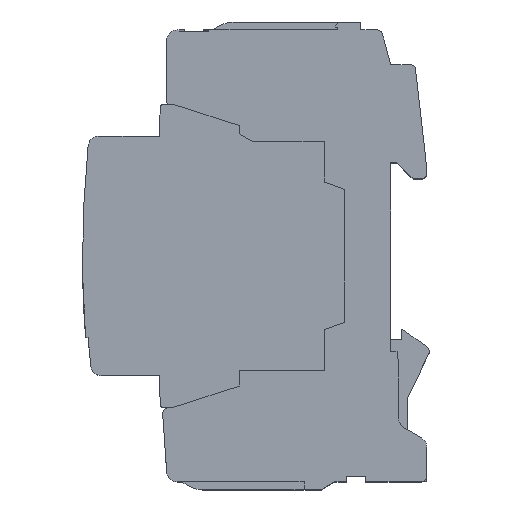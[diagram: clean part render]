
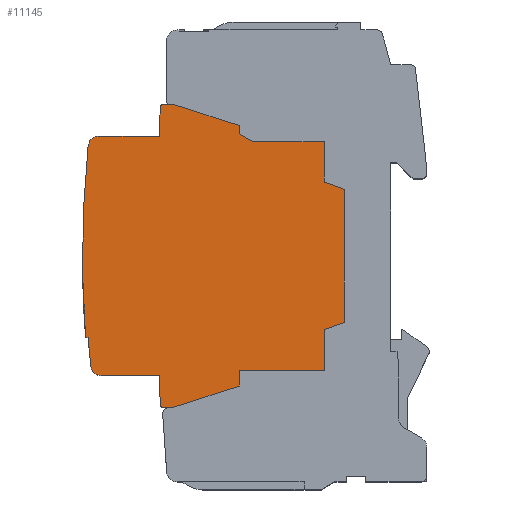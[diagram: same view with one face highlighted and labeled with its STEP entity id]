
A CAD part, top view. The second image highlights one B-rep face of the part: STEP entity #11145.
In plain terms, the highlighted planar face has unit normal (0, 0, 1).
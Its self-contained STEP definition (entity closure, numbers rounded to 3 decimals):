
#2089=DIRECTION('',(1.,0.,0.));
#2090=VECTOR('',#2089,0.839);
#2091=CARTESIAN_POINT('',(-41.65,28.5,26.6));
#2092=LINE('',#2091,#2090);
#3585=DIRECTION('',(0.951,-0.309,0.));
#3586=VECTOR('',#3585,12.944);
#3587=CARTESIAN_POINT('',(-40.811,28.5,26.6));
#3588=LINE('',#3587,#3586);
#3613=DIRECTION('',(0.,1.,0.));
#3614=VECTOR('',#3613,1.557);
#3615=CARTESIAN_POINT('',(-28.5,22.943,26.6));
#3616=LINE('',#3615,#3614);
#3641=DIRECTION('',(0.866,-0.5,0.));
#3642=VECTOR('',#3641,2.887);
#3643=CARTESIAN_POINT('',(-28.5,22.943,26.6));
#3644=LINE('',#3643,#3642);
#3669=DIRECTION('',(-1.,0.,0.));
#3670=VECTOR('',#3669,13.5);
#3671=CARTESIAN_POINT('',(-12.5,21.5,26.6));
#3672=LINE('',#3671,#3670);
#3697=DIRECTION('',(0.,-1.,0.));
#3698=VECTOR('',#3697,7.617);
#3699=CARTESIAN_POINT('',(-12.5,21.5,26.6));
#3700=LINE('',#3699,#3698);
#3725=DIRECTION('',(0.94,-0.342,0.));
#3726=VECTOR('',#3725,4.044);
#3727=CARTESIAN_POINT('',(-12.5,13.883,26.6));
#3728=LINE('',#3727,#3726);
#3753=DIRECTION('',(0.,-1.,0.));
#3754=VECTOR('',#3753,25.);
#3755=CARTESIAN_POINT('',(-8.7,12.5,26.6));
#3756=LINE('',#3755,#3754);
#3781=DIRECTION('',(-0.94,-0.342,0.));
#3782=VECTOR('',#3781,4.044);
#3783=CARTESIAN_POINT('',(-8.7,-12.5,26.6));
#3784=LINE('',#3783,#3782);
#3809=DIRECTION('',(0.,-1.,0.));
#3810=VECTOR('',#3809,7.617);
#3811=CARTESIAN_POINT('',(-12.5,-13.883,26.6));
#3812=LINE('',#3811,#3810);
#3837=DIRECTION('',(-1.,0.,0.));
#3838=VECTOR('',#3837,16.);
#3839=CARTESIAN_POINT('',(-12.5,-21.5,26.6));
#3840=LINE('',#3839,#3838);
#3865=DIRECTION('',(0.,-1.,0.));
#3866=VECTOR('',#3865,3.);
#3867=CARTESIAN_POINT('',(-28.5,-21.5,26.6));
#3868=LINE('',#3867,#3866);
#3893=DIRECTION('',(-0.951,-0.309,0.));
#3894=VECTOR('',#3893,12.944);
#3895=CARTESIAN_POINT('',(-28.5,-24.5,26.6));
#3896=LINE('',#3895,#3894);
#3921=DIRECTION('',(-1.,0.,0.));
#3922=VECTOR('',#3921,0.839);
#3923=CARTESIAN_POINT('',(-40.811,-28.5,26.6));
#3924=LINE('',#3923,#3922);
#4019=DIRECTION('',(1.,0.,0.));
#4020=VECTOR('',#4019,1.15);
#4021=CARTESIAN_POINT('',(-42.8,-28.5,26.6));
#4022=LINE('',#4021,#4020);
#4023=CARTESIAN_POINT('',(-42.8,-28.,26.6));
#4024=DIRECTION('',(0.,0.,1.));
#4025=DIRECTION('',(-0.998,-0.07,0.));
#4026=AXIS2_PLACEMENT_3D('',#4023,#4024,#4025);
#4028=DIRECTION('',(0.07,-0.998,0.));
#4029=VECTOR('',#4028,2.889);
#4030=CARTESIAN_POINT('',(-43.5,-25.153,26.6));
#4031=LINE('',#4030,#4029);
#4032=DIRECTION('',(0.,-1.,0.));
#4033=VECTOR('',#4032,2.653);
#4034=CARTESIAN_POINT('',(-43.5,-22.5,26.6));
#4035=LINE('',#4034,#4033);
#4036=CARTESIAN_POINT('',(-54.435,-20.5,26.6));
#4037=DIRECTION('',(0.,0.,1.));
#4038=DIRECTION('',(-0.995,-0.104,0.));
#4039=AXIS2_PLACEMENT_3D('',#4036,#4037,#4038);
#4041=CARTESIAN_POINT('',(142.,0.,26.6));
#4042=DIRECTION('',(0.,0.,1.));
#4043=DIRECTION('',(-0.997,-0.077,0.));
#4044=AXIS2_PLACEMENT_3D('',#4041,#4042,#4043);
#4046=DIRECTION('',(1.,0.,0.));
#4047=VECTOR('',#4046,0.5);
#4048=CARTESIAN_POINT('',(-57.41,-15.348,26.6));
#4049=LINE('',#4048,#4047);
#4050=CARTESIAN_POINT('',(142.,0.,26.6));
#4051=DIRECTION('',(0.,0.,1.));
#4052=DIRECTION('',(-0.995,0.104,0.));
#4053=AXIS2_PLACEMENT_3D('',#4050,#4051,#4052);
#4055=CARTESIAN_POINT('',(-54.936,20.5,26.6));
#4056=DIRECTION('',(0.,0.,1.));
#4057=DIRECTION('',(0.,1.,0.));
#4058=AXIS2_PLACEMENT_3D('',#4055,#4056,#4057);
#4060=DIRECTION('',(0.,-1.,0.));
#4061=VECTOR('',#4060,2.653);
#4062=CARTESIAN_POINT('',(-43.5,25.153,26.6));
#4063=LINE('',#4062,#4061);
#4064=DIRECTION('',(-0.07,-0.998,0.));
#4065=VECTOR('',#4064,2.889);
#4066=CARTESIAN_POINT('',(-43.298,28.035,26.6));
#4067=LINE('',#4066,#4065);
#4068=CARTESIAN_POINT('',(-42.8,28.,26.6));
#4069=DIRECTION('',(0.,0.,1.));
#4070=DIRECTION('',(0.,1.,0.));
#4071=AXIS2_PLACEMENT_3D('',#4068,#4069,#4070);
#4073=DIRECTION('',(-1.,0.,0.));
#4074=VECTOR('',#4073,1.15);
#4075=CARTESIAN_POINT('',(-41.65,28.5,26.6));
#4076=LINE('',#4075,#4074);
#4089=DIRECTION('',(1.,0.,0.));
#4090=VECTOR('',#4089,10.935);
#4091=CARTESIAN_POINT('',(-54.435,-22.5,26.6));
#4092=LINE('',#4091,#4090);
#4139=DIRECTION('',(-1.,0.,0.));
#4140=VECTOR('',#4139,11.436);
#4141=CARTESIAN_POINT('',(-43.5,22.5,26.6));
#4142=LINE('',#4141,#4140);
#5489=CARTESIAN_POINT('',(-42.8,28.5,26.6));
#5490=CARTESIAN_POINT('',(-43.298,28.035,26.6));
#5491=VERTEX_POINT('',#5489);
#5492=VERTEX_POINT('',#5490);
#5493=CARTESIAN_POINT('',(-43.5,25.153,26.6));
#5494=VERTEX_POINT('',#5493);
#5495=CARTESIAN_POINT('',(-43.5,22.5,26.6));
#5496=VERTEX_POINT('',#5495);
#5497=CARTESIAN_POINT('',(-54.936,22.5,26.6));
#5498=CARTESIAN_POINT('',(-56.925,20.707,26.6));
#5499=VERTEX_POINT('',#5497);
#5500=VERTEX_POINT('',#5498);
#5501=CARTESIAN_POINT('',(-57.41,-15.348,26.6));
#5502=VERTEX_POINT('',#5501);
#5503=CARTESIAN_POINT('',(-56.91,-15.348,26.6));
#5504=VERTEX_POINT('',#5503);
#5505=CARTESIAN_POINT('',(-56.424,-20.708,26.6));
#5506=VERTEX_POINT('',#5505);
#5507=CARTESIAN_POINT('',(-54.435,-22.5,26.6));
#5508=VERTEX_POINT('',#5507);
#5509=CARTESIAN_POINT('',(-43.5,-22.5,26.6));
#5510=CARTESIAN_POINT('',(-43.5,-25.153,26.6));
#5511=VERTEX_POINT('',#5509);
#5512=VERTEX_POINT('',#5510);
#5513=CARTESIAN_POINT('',(-43.298,-28.035,26.6));
#5514=VERTEX_POINT('',#5513);
#5515=CARTESIAN_POINT('',(-42.8,-28.5,26.6));
#5516=VERTEX_POINT('',#5515);
#5550=CARTESIAN_POINT('',(-41.65,28.5,26.6));
#5551=CARTESIAN_POINT('',(-40.811,28.5,26.6));
#5552=VERTEX_POINT('',#5550);
#5553=VERTEX_POINT('',#5551);
#5556=CARTESIAN_POINT('',(-28.5,24.5,26.6));
#5557=VERTEX_POINT('',#5556);
#5560=CARTESIAN_POINT('',(-28.5,22.943,26.6));
#5561=VERTEX_POINT('',#5560);
#5564=CARTESIAN_POINT('',(-26.,21.5,26.6));
#5565=VERTEX_POINT('',#5564);
#5568=CARTESIAN_POINT('',(-12.5,21.5,26.6));
#5569=VERTEX_POINT('',#5568);
#5572=CARTESIAN_POINT('',(-12.5,13.883,26.6));
#5573=VERTEX_POINT('',#5572);
#5576=CARTESIAN_POINT('',(-8.7,12.5,26.6));
#5577=VERTEX_POINT('',#5576);
#5580=CARTESIAN_POINT('',(-8.7,-12.5,26.6));
#5581=VERTEX_POINT('',#5580);
#5584=CARTESIAN_POINT('',(-12.5,-13.883,26.6));
#5585=VERTEX_POINT('',#5584);
#5588=CARTESIAN_POINT('',(-12.5,-21.5,26.6));
#5589=VERTEX_POINT('',#5588);
#5592=CARTESIAN_POINT('',(-28.5,-21.5,26.6));
#5593=VERTEX_POINT('',#5592);
#5596=CARTESIAN_POINT('',(-28.5,-24.5,26.6));
#5597=VERTEX_POINT('',#5596);
#5600=CARTESIAN_POINT('',(-40.811,-28.5,26.6));
#5601=VERTEX_POINT('',#5600);
#5604=CARTESIAN_POINT('',(-41.65,-28.5,26.6));
#5605=VERTEX_POINT('',#5604);
#11097=CARTESIAN_POINT('',(-12.5,0.,26.6));
#11098=DIRECTION('',(0.,0.,1.));
#11099=DIRECTION('',(1.,0.,0.));
#11100=AXIS2_PLACEMENT_3D('',#11097,#11098,#11099);
#11101=PLANE('',#11100);
#11102=ORIENTED_EDGE('',*,*,#8301,.T.);
#11103=ORIENTED_EDGE('',*,*,#10499,.T.);
#11104=ORIENTED_EDGE('',*,*,#10540,.F.);
#11105=ORIENTED_EDGE('',*,*,#10581,.T.);
#11106=ORIENTED_EDGE('',*,*,#10622,.F.);
#11107=ORIENTED_EDGE('',*,*,#10663,.T.);
#11108=ORIENTED_EDGE('',*,*,#10704,.T.);
#11109=ORIENTED_EDGE('',*,*,#10745,.T.);
#11110=ORIENTED_EDGE('',*,*,#10786,.T.);
#11111=ORIENTED_EDGE('',*,*,#10827,.T.);
#11112=ORIENTED_EDGE('',*,*,#10868,.T.);
#11113=ORIENTED_EDGE('',*,*,#10909,.T.);
#11114=ORIENTED_EDGE('',*,*,#10950,.T.);
#11115=ORIENTED_EDGE('',*,*,#10991,.T.);
#11116=ORIENTED_EDGE('',*,*,#11028,.F.);
#11118=ORIENTED_EDGE('',*,*,#11117,.F.);
#11120=ORIENTED_EDGE('',*,*,#11119,.F.);
#11122=ORIENTED_EDGE('',*,*,#11121,.F.);
#11124=ORIENTED_EDGE('',*,*,#11123,.F.);
#11126=ORIENTED_EDGE('',*,*,#11125,.F.);
#11128=ORIENTED_EDGE('',*,*,#11127,.F.);
#11130=ORIENTED_EDGE('',*,*,#11129,.F.);
#11132=ORIENTED_EDGE('',*,*,#11131,.F.);
#11134=ORIENTED_EDGE('',*,*,#11133,.F.);
#11136=ORIENTED_EDGE('',*,*,#11135,.F.);
#11138=ORIENTED_EDGE('',*,*,#11137,.F.);
#11140=ORIENTED_EDGE('',*,*,#11139,.F.);
#11141=ORIENTED_EDGE('',*,*,#11090,.F.);
#11142=ORIENTED_EDGE('',*,*,#8207,.F.);
#11143=EDGE_LOOP('',(#11102,#11103,#11104,#11105,#11106,#11107,#11108,#11109,
#11110,#11111,#11112,#11113,#11114,#11115,#11116,#11118,#11120,#11122,#11124,
#11126,#11128,#11130,#11132,#11134,#11136,#11138,#11140,#11141,#11142));
#11144=FACE_OUTER_BOUND('',#11143,.F.);
#11145=ADVANCED_FACE('',(#11144),#11101,.T.);
#4027=CIRCLE('',#4026,0.5);
#4040=CIRCLE('',#4039,2.);
#4045=CIRCLE('',#4044,199.501);
#4054=CIRCLE('',#4053,200.);
#4059=CIRCLE('',#4058,2.);
#4072=CIRCLE('',#4071,0.5);
#8207=EDGE_CURVE('',#5552,#5491,#4076,.T.);
#8301=EDGE_CURVE('',#5552,#5553,#2092,.T.);
#10499=EDGE_CURVE('',#5553,#5557,#3588,.T.);
#10540=EDGE_CURVE('',#5561,#5557,#3616,.T.);
#10581=EDGE_CURVE('',#5561,#5565,#3644,.T.);
#10622=EDGE_CURVE('',#5569,#5565,#3672,.T.);
#10663=EDGE_CURVE('',#5569,#5573,#3700,.T.);
#10704=EDGE_CURVE('',#5573,#5577,#3728,.T.);
#10745=EDGE_CURVE('',#5577,#5581,#3756,.T.);
#10786=EDGE_CURVE('',#5581,#5585,#3784,.T.);
#10827=EDGE_CURVE('',#5585,#5589,#3812,.T.);
#10868=EDGE_CURVE('',#5589,#5593,#3840,.T.);
#10909=EDGE_CURVE('',#5593,#5597,#3868,.T.);
#10950=EDGE_CURVE('',#5597,#5601,#3896,.T.);
#10991=EDGE_CURVE('',#5601,#5605,#3924,.T.);
#11028=EDGE_CURVE('',#5516,#5605,#4022,.T.);
#11090=EDGE_CURVE('',#5491,#5492,#4072,.T.);
#11117=EDGE_CURVE('',#5514,#5516,#4027,.T.);
#11119=EDGE_CURVE('',#5512,#5514,#4031,.T.);
#11121=EDGE_CURVE('',#5511,#5512,#4035,.T.);
#11123=EDGE_CURVE('',#5508,#5511,#4092,.T.);
#11125=EDGE_CURVE('',#5506,#5508,#4040,.T.);
#11127=EDGE_CURVE('',#5504,#5506,#4045,.T.);
#11129=EDGE_CURVE('',#5502,#5504,#4049,.T.);
#11131=EDGE_CURVE('',#5500,#5502,#4054,.T.);
#11133=EDGE_CURVE('',#5499,#5500,#4059,.T.);
#11135=EDGE_CURVE('',#5496,#5499,#4142,.T.);
#11137=EDGE_CURVE('',#5494,#5496,#4063,.T.);
#11139=EDGE_CURVE('',#5492,#5494,#4067,.T.);
